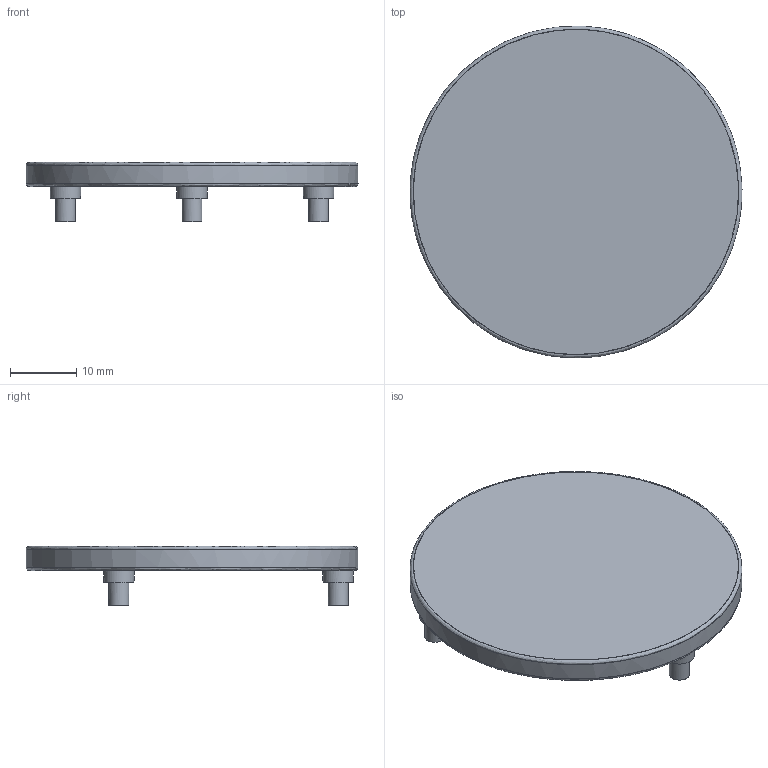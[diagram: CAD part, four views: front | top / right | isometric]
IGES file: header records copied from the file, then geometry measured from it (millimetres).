
Start section: VISI Mappatura Layer Iges    VISI-Series  0      Fresnel 50 singolo chip  1      WARNINGS
Global section: file name: PL117440.igs; native system: VISI-Series Rel. 15.0; preprocessor: 2.0; author: lmeneghetti; organization: Unknown; date: 20110203.173303; units: millimetre
Bounding box: 49.99 x 49.99 x 8.97 mm (x, y, z)
Surface area: 4611.4 mm2 (no closed solid volume)
Topology: 0 solids, 0 shells, 19 faces, 374 edges, 368 vertices
Faces by surface type: bspline 19
